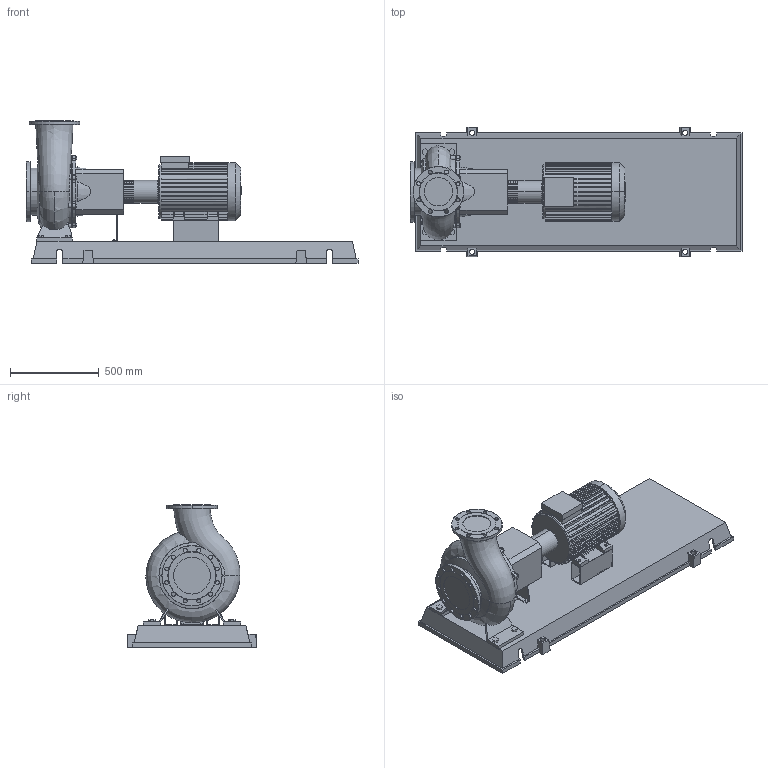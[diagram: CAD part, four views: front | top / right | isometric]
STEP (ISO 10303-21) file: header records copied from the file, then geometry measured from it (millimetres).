
FILE_DESCRIPTION((''),'2;1');
FILE_NAME('3d_NL150_200-15-4-05-4109432.stp','2015-03-03T08:00:59',(''),(''),'Mechanical Desktop 2009','Mechanical Desktop 2009',', , ');
FILE_SCHEMA(('CONFIG_CONTROL_DESIGN'));
Length unit declared in the file: millimetre
Products named in the file (1): Product
Bounding box: 1870 x 730 x 803 mm (x, y, z)
Volume: 125251169.4 mm3; surface area: 6923696.2 mm2
Topology: 13 solids, 13 shells, 888 faces, 2352 edges, 1545 vertices
Faces by surface type: plane 458, cylinder 241, bspline 161, cone 14, torus 14
Entity records: 32253 total; most frequent: CARTESIAN_POINT 9981, ORIENTED_EDGE 4706, DIRECTION 4451, EDGE_CURVE 2353, VERTEX_POINT 1544, VECTOR 1499, LINE 1499, AXIS2_PLACEMENT_3D 1476
